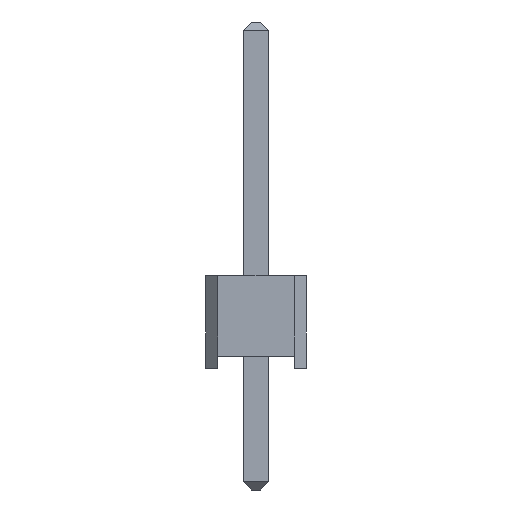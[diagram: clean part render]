
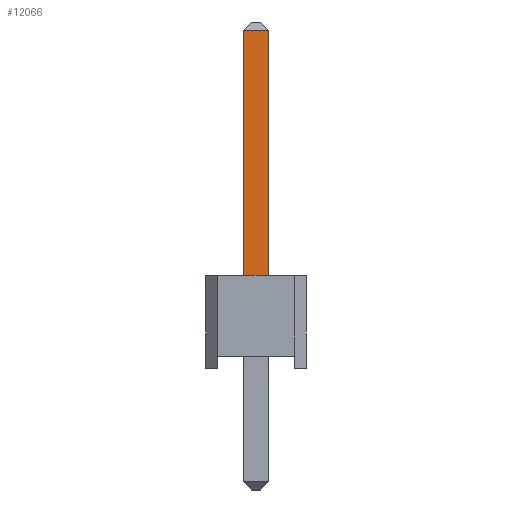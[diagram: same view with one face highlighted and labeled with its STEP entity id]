
A CAD part, left-side view. The second image highlights one B-rep face of the part: STEP entity #12066.
In plain terms, the highlighted planar face has unit normal (-1, 0, 0).
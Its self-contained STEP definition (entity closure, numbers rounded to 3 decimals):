
#7574 = PLANE('',#7575);
#7575 = AXIS2_PLACEMENT_3D('',#7576,#7577,#7578);
#7576 = CARTESIAN_POINT('',(-10.16,1.245,2.29));
#7577 = DIRECTION('',(0.,0.,1.));
#7578 = DIRECTION('',(1.,0.,0.));
#9904 = VERTEX_POINT('',#9905);
#9905 = CARTESIAN_POINT('',(-9.21,-0.32,2.29));
#9919 = PLANE('',#9920);
#9920 = AXIS2_PLACEMENT_3D('',#9921,#9922,#9923);
#9921 = CARTESIAN_POINT('',(-8.57,-0.32,-3.));
#9922 = DIRECTION('',(0.,-1.,0.));
#9923 = DIRECTION('',(0.,0.,-1.));
#9931 = EDGE_CURVE('',#9932,#9904,#9934,.T.);
#9932 = VERTEX_POINT('',#9933);
#9933 = CARTESIAN_POINT('',(-9.21,0.32,2.29));
#9934 = SURFACE_CURVE('',#9935,(#9939,#9946),.PCURVE_S1.);
#9935 = LINE('',#9936,#9937);
#9936 = CARTESIAN_POINT('',(-9.21,-0.32,2.29));
#9937 = VECTOR('',#9938,1.);
#9938 = DIRECTION('',(0.,-1.,0.));
#9939 = PCURVE('',#7574,#9940);
#9940 = DEFINITIONAL_REPRESENTATION('',(#9941),#9945);
#9941 = LINE('',#9942,#9943);
#9942 = CARTESIAN_POINT('',(0.95,-1.565));
#9943 = VECTOR('',#9944,1.);
#9944 = DIRECTION('',(0.,-1.));
#9945 = ( GEOMETRIC_REPRESENTATION_CONTEXT(2) 
PARAMETRIC_REPRESENTATION_CONTEXT() REPRESENTATION_CONTEXT('2D SPACE',''
  ) );
#9946 = PCURVE('',#9947,#9952);
#9947 = PLANE('',#9948);
#9948 = AXIS2_PLACEMENT_3D('',#9949,#9950,#9951);
#9949 = CARTESIAN_POINT('',(-9.21,-0.32,-3.));
#9950 = DIRECTION('',(-1.,0.,0.));
#9951 = DIRECTION('',(0.,0.,1.));
#9952 = DEFINITIONAL_REPRESENTATION('',(#9953),#9957);
#9953 = LINE('',#9954,#9955);
#9954 = CARTESIAN_POINT('',(5.29,0.));
#9955 = VECTOR('',#9956,1.);
#9956 = DIRECTION('',(0.,-1.));
#9957 = ( GEOMETRIC_REPRESENTATION_CONTEXT(2) 
PARAMETRIC_REPRESENTATION_CONTEXT() REPRESENTATION_CONTEXT('2D SPACE',''
  ) );
#9973 = PLANE('',#9974);
#9974 = AXIS2_PLACEMENT_3D('',#9975,#9976,#9977);
#9975 = CARTESIAN_POINT('',(-9.21,0.32,-3.));
#9976 = DIRECTION('',(0.,1.,0.));
#9977 = DIRECTION('',(0.,0.,1.));
#11962 = EDGE_CURVE('',#9904,#11963,#11965,.T.);
#11963 = VERTEX_POINT('',#11964);
#11964 = CARTESIAN_POINT('',(-9.21,-0.32,8.34));
#11965 = SURFACE_CURVE('',#11966,(#11970,#11977),.PCURVE_S1.);
#11966 = LINE('',#11967,#11968);
#11967 = CARTESIAN_POINT('',(-9.21,-0.32,-3.));
#11968 = VECTOR('',#11969,1.);
#11969 = DIRECTION('',(0.,0.,1.));
#11970 = PCURVE('',#9919,#11971);
#11971 = DEFINITIONAL_REPRESENTATION('',(#11972),#11976);
#11972 = LINE('',#11973,#11974);
#11973 = CARTESIAN_POINT('',(0.,-0.64));
#11974 = VECTOR('',#11975,1.);
#11975 = DIRECTION('',(-1.,0.));
#11976 = ( GEOMETRIC_REPRESENTATION_CONTEXT(2) 
PARAMETRIC_REPRESENTATION_CONTEXT() REPRESENTATION_CONTEXT('2D SPACE',''
  ) );
#11977 = PCURVE('',#9947,#11978);
#11978 = DEFINITIONAL_REPRESENTATION('',(#11979),#11983);
#11979 = LINE('',#11980,#11981);
#11980 = CARTESIAN_POINT('',(0.,0.));
#11981 = VECTOR('',#11982,1.);
#11982 = DIRECTION('',(1.,0.));
#11983 = ( GEOMETRIC_REPRESENTATION_CONTEXT(2) 
PARAMETRIC_REPRESENTATION_CONTEXT() REPRESENTATION_CONTEXT('2D SPACE',''
  ) );
#12017 = VERTEX_POINT('',#12018);
#12018 = CARTESIAN_POINT('',(-9.21,0.32,8.34));
#12046 = EDGE_CURVE('',#9932,#12017,#12047,.T.);
#12047 = SURFACE_CURVE('',#12048,(#12052,#12059),.PCURVE_S1.);
#12048 = LINE('',#12049,#12050);
#12049 = CARTESIAN_POINT('',(-9.21,0.32,-3.));
#12050 = VECTOR('',#12051,1.);
#12051 = DIRECTION('',(0.,0.,1.));
#12052 = PCURVE('',#9973,#12053);
#12053 = DEFINITIONAL_REPRESENTATION('',(#12054),#12058);
#12054 = LINE('',#12055,#12056);
#12055 = CARTESIAN_POINT('',(0.,0.));
#12056 = VECTOR('',#12057,1.);
#12057 = DIRECTION('',(1.,0.));
#12058 = ( GEOMETRIC_REPRESENTATION_CONTEXT(2) 
PARAMETRIC_REPRESENTATION_CONTEXT() REPRESENTATION_CONTEXT('2D SPACE',''
  ) );
#12059 = PCURVE('',#9947,#12060);
#12060 = DEFINITIONAL_REPRESENTATION('',(#12061),#12065);
#12061 = LINE('',#12062,#12063);
#12062 = CARTESIAN_POINT('',(0.,0.64));
#12063 = VECTOR('',#12064,1.);
#12064 = DIRECTION('',(1.,0.));
#12065 = ( GEOMETRIC_REPRESENTATION_CONTEXT(2) 
PARAMETRIC_REPRESENTATION_CONTEXT() REPRESENTATION_CONTEXT('2D SPACE',''
  ) );
#12066 = ADVANCED_FACE('',(#12067),#9947,.T.);
#12067 = FACE_BOUND('',#12068,.T.);
#12068 = EDGE_LOOP('',(#12069,#12070,#12071,#12072));
#12069 = ORIENTED_EDGE('',*,*,#12046,.F.);
#12070 = ORIENTED_EDGE('',*,*,#9931,.T.);
#12071 = ORIENTED_EDGE('',*,*,#11962,.T.);
#12072 = ORIENTED_EDGE('',*,*,#12073,.T.);
#12073 = EDGE_CURVE('',#11963,#12017,#12074,.T.);
#12074 = SURFACE_CURVE('',#12075,(#12079,#12086),.PCURVE_S1.);
#12075 = LINE('',#12076,#12077);
#12076 = CARTESIAN_POINT('',(-9.21,-0.32,8.34));
#12077 = VECTOR('',#12078,1.);
#12078 = DIRECTION('',(0.,1.,0.));
#12079 = PCURVE('',#9947,#12080);
#12080 = DEFINITIONAL_REPRESENTATION('',(#12081),#12085);
#12081 = LINE('',#12082,#12083);
#12082 = CARTESIAN_POINT('',(11.34,0.));
#12083 = VECTOR('',#12084,1.);
#12084 = DIRECTION('',(0.,1.));
#12085 = ( GEOMETRIC_REPRESENTATION_CONTEXT(2) 
PARAMETRIC_REPRESENTATION_CONTEXT() REPRESENTATION_CONTEXT('2D SPACE',''
  ) );
#12086 = PCURVE('',#12087,#12092);
#12087 = PLANE('',#12088);
#12088 = AXIS2_PLACEMENT_3D('',#12089,#12090,#12091);
#12089 = CARTESIAN_POINT('',(-9.11,-0.32,8.44));
#12090 = DIRECTION('',(-0.707,0.,0.707));
#12091 = DIRECTION('',(0.707,0.,0.707));
#12092 = DEFINITIONAL_REPRESENTATION('',(#12093),#12097);
#12093 = LINE('',#12094,#12095);
#12094 = CARTESIAN_POINT('',(-0.141,0.));
#12095 = VECTOR('',#12096,1.);
#12096 = DIRECTION('',(0.,1.));
#12097 = ( GEOMETRIC_REPRESENTATION_CONTEXT(2) 
PARAMETRIC_REPRESENTATION_CONTEXT() REPRESENTATION_CONTEXT('2D SPACE',''
  ) );
